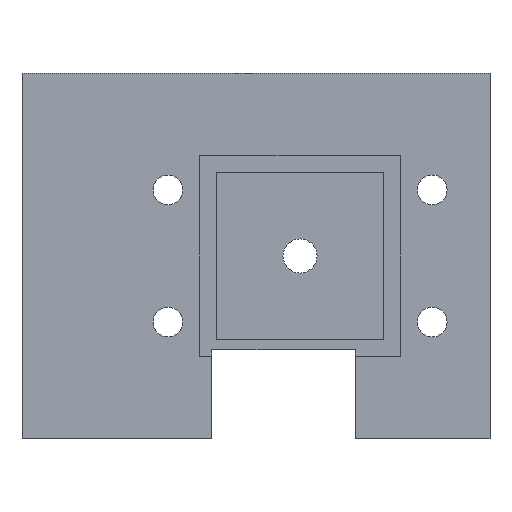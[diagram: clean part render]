
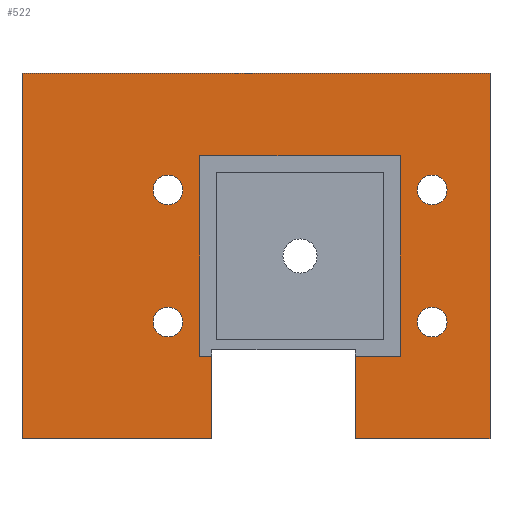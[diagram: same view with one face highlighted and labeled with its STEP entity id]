
A CAD part, left-side view. The second image highlights one B-rep face of the part: STEP entity #522.
In plain terms, the highlighted planar face has unit normal (-1, 0, 0).
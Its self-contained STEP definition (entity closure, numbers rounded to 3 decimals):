
#22=FACE_BOUND('',#78,.T.);
#23=FACE_BOUND('',#79,.T.);
#24=FACE_BOUND('',#80,.T.);
#25=FACE_BOUND('',#81,.T.);
#34=CIRCLE('',#566,1.35);
#35=CIRCLE('',#567,1.35);
#36=CIRCLE('',#568,1.35);
#37=CIRCLE('',#569,1.35);
#48=FACE_OUTER_BOUND('',#77,.T.);
#77=EDGE_LOOP('',(#366,#367,#368,#369,#370,#371,#372,#373,#374,#375,#376,
#377));
#78=EDGE_LOOP('',(#378));
#79=EDGE_LOOP('',(#379));
#80=EDGE_LOOP('',(#380));
#81=EDGE_LOOP('',(#381));
#122=LINE('',#768,#182);
#123=LINE('',#770,#183);
#124=LINE('',#772,#184);
#125=LINE('',#774,#185);
#126=LINE('',#776,#186);
#127=LINE('',#778,#187);
#128=LINE('',#780,#188);
#129=LINE('',#782,#189);
#130=LINE('',#784,#190);
#131=LINE('',#786,#191);
#132=LINE('',#788,#192);
#133=LINE('',#789,#193);
#182=VECTOR('',#622,10.);
#183=VECTOR('',#623,10.);
#184=VECTOR('',#624,10.);
#185=VECTOR('',#625,10.);
#186=VECTOR('',#626,10.);
#187=VECTOR('',#627,10.);
#188=VECTOR('',#628,10.);
#189=VECTOR('',#629,10.);
#190=VECTOR('',#630,10.);
#191=VECTOR('',#631,10.);
#192=VECTOR('',#632,10.);
#193=VECTOR('',#633,10.);
#241=VERTEX_POINT('',#766);
#242=VERTEX_POINT('',#767);
#243=VERTEX_POINT('',#769);
#244=VERTEX_POINT('',#771);
#245=VERTEX_POINT('',#773);
#246=VERTEX_POINT('',#775);
#247=VERTEX_POINT('',#777);
#248=VERTEX_POINT('',#779);
#249=VERTEX_POINT('',#781);
#250=VERTEX_POINT('',#783);
#251=VERTEX_POINT('',#785);
#252=VERTEX_POINT('',#787);
#253=VERTEX_POINT('',#790);
#254=VERTEX_POINT('',#792);
#255=VERTEX_POINT('',#794);
#256=VERTEX_POINT('',#796);
#291=EDGE_CURVE('',#241,#242,#122,.T.);
#292=EDGE_CURVE('',#241,#243,#123,.T.);
#293=EDGE_CURVE('',#243,#244,#124,.T.);
#294=EDGE_CURVE('',#244,#245,#125,.T.);
#295=EDGE_CURVE('',#245,#246,#126,.T.);
#296=EDGE_CURVE('',#246,#247,#127,.T.);
#297=EDGE_CURVE('',#247,#248,#128,.T.);
#298=EDGE_CURVE('',#248,#249,#129,.T.);
#299=EDGE_CURVE('',#250,#249,#130,.T.);
#300=EDGE_CURVE('',#251,#250,#131,.T.);
#301=EDGE_CURVE('',#252,#251,#132,.T.);
#302=EDGE_CURVE('',#242,#252,#133,.T.);
#303=EDGE_CURVE('',#253,#253,#34,.T.);
#304=EDGE_CURVE('',#254,#254,#35,.T.);
#305=EDGE_CURVE('',#255,#255,#36,.T.);
#306=EDGE_CURVE('',#256,#256,#37,.T.);
#366=ORIENTED_EDGE('',*,*,#291,.F.);
#367=ORIENTED_EDGE('',*,*,#292,.T.);
#368=ORIENTED_EDGE('',*,*,#293,.T.);
#369=ORIENTED_EDGE('',*,*,#294,.T.);
#370=ORIENTED_EDGE('',*,*,#295,.T.);
#371=ORIENTED_EDGE('',*,*,#296,.T.);
#372=ORIENTED_EDGE('',*,*,#297,.T.);
#373=ORIENTED_EDGE('',*,*,#298,.T.);
#374=ORIENTED_EDGE('',*,*,#299,.F.);
#375=ORIENTED_EDGE('',*,*,#300,.F.);
#376=ORIENTED_EDGE('',*,*,#301,.F.);
#377=ORIENTED_EDGE('',*,*,#302,.F.);
#378=ORIENTED_EDGE('',*,*,#303,.T.);
#379=ORIENTED_EDGE('',*,*,#304,.T.);
#380=ORIENTED_EDGE('',*,*,#305,.T.);
#381=ORIENTED_EDGE('',*,*,#306,.T.);
#500=PLANE('',#565);
#522=ADVANCED_FACE('',(#48,#22,#23,#24,#25),#500,.T.);
#565=AXIS2_PLACEMENT_3D('',#765,#620,#621);
#566=AXIS2_PLACEMENT_3D('',#791,#634,#635);
#567=AXIS2_PLACEMENT_3D('',#793,#636,#637);
#568=AXIS2_PLACEMENT_3D('',#795,#638,#639);
#569=AXIS2_PLACEMENT_3D('',#797,#640,#641);
#620=DIRECTION('center_axis',(-1.,0.,0.));
#621=DIRECTION('ref_axis',(0.,-1.,0.));
#622=DIRECTION('',(0.,-1.,0.));
#623=DIRECTION('',(0.,0.,-1.));
#624=DIRECTION('',(0.,-1.,0.));
#625=DIRECTION('',(0.,0.,1.));
#626=DIRECTION('',(0.,1.,0.));
#627=DIRECTION('',(0.,0.,-1.));
#628=DIRECTION('',(0.,-1.,0.));
#629=DIRECTION('',(0.,0.,1.));
#630=DIRECTION('',(0.,-1.,0.));
#631=DIRECTION('',(0.,0.,-1.));
#632=DIRECTION('',(0.,1.,0.));
#633=DIRECTION('',(0.,0.,1.));
#634=DIRECTION('center_axis',(1.,0.,0.));
#635=DIRECTION('ref_axis',(0.,-1.,0.));
#636=DIRECTION('center_axis',(1.,0.,0.));
#637=DIRECTION('ref_axis',(0.,-1.,0.));
#638=DIRECTION('center_axis',(1.,0.,0.));
#639=DIRECTION('ref_axis',(0.,-1.,0.));
#640=DIRECTION('center_axis',(1.,0.,0.));
#641=DIRECTION('ref_axis',(0.,-1.,0.));
#765=CARTESIAN_POINT('Origin',(-19.138,-8.857,-28.187));
#766=CARTESIAN_POINT('',(-19.138,-17.857,-37.287));
#767=CARTESIAN_POINT('',(-19.138,-21.957,-37.287));
#768=CARTESIAN_POINT('',(-19.138,-13.357,-37.287));
#769=CARTESIAN_POINT('',(-19.138,-17.857,-44.787));
#770=CARTESIAN_POINT('',(-19.138,-17.857,-36.687));
#771=CARTESIAN_POINT('',(-19.138,-30.107,-44.787));
#772=CARTESIAN_POINT('',(-19.138,-17.857,-44.787));
#773=CARTESIAN_POINT('',(-19.138,-30.107,-11.587));
#774=CARTESIAN_POINT('',(-19.138,-30.107,-44.787));
#775=CARTESIAN_POINT('',(-19.138,12.393,-11.587));
#776=CARTESIAN_POINT('',(-19.138,-30.107,-11.587));
#777=CARTESIAN_POINT('',(-19.138,12.393,-44.787));
#778=CARTESIAN_POINT('',(-19.138,12.393,-11.587));
#779=CARTESIAN_POINT('',(-19.138,-4.857,-44.787));
#780=CARTESIAN_POINT('',(-19.138,12.393,-44.787));
#781=CARTESIAN_POINT('',(-19.138,-4.857,-37.287));
#782=CARTESIAN_POINT('',(-19.138,-4.857,-44.787));
#783=CARTESIAN_POINT('',(-19.138,-3.757,-37.287));
#784=CARTESIAN_POINT('',(-19.138,-6.307,-37.287));
#785=CARTESIAN_POINT('',(-19.138,-3.757,-19.087));
#786=CARTESIAN_POINT('',(-19.138,-3.757,-23.637));
#787=CARTESIAN_POINT('',(-19.138,-21.957,-19.087));
#788=CARTESIAN_POINT('',(-19.138,-15.407,-19.087));
#789=CARTESIAN_POINT('',(-19.138,-21.957,-32.737));
#790=CARTESIAN_POINT('',(-19.138,0.493,-34.187));
#791=CARTESIAN_POINT('Origin',(-19.138,-0.857,-34.187));
#792=CARTESIAN_POINT('',(-19.138,-23.507,-22.187));
#793=CARTESIAN_POINT('Origin',(-19.138,-24.857,-22.187));
#794=CARTESIAN_POINT('',(-19.138,0.493,-22.187));
#795=CARTESIAN_POINT('Origin',(-19.138,-0.857,-22.187));
#796=CARTESIAN_POINT('',(-19.138,-23.507,-34.187));
#797=CARTESIAN_POINT('Origin',(-19.138,-24.857,-34.187));
